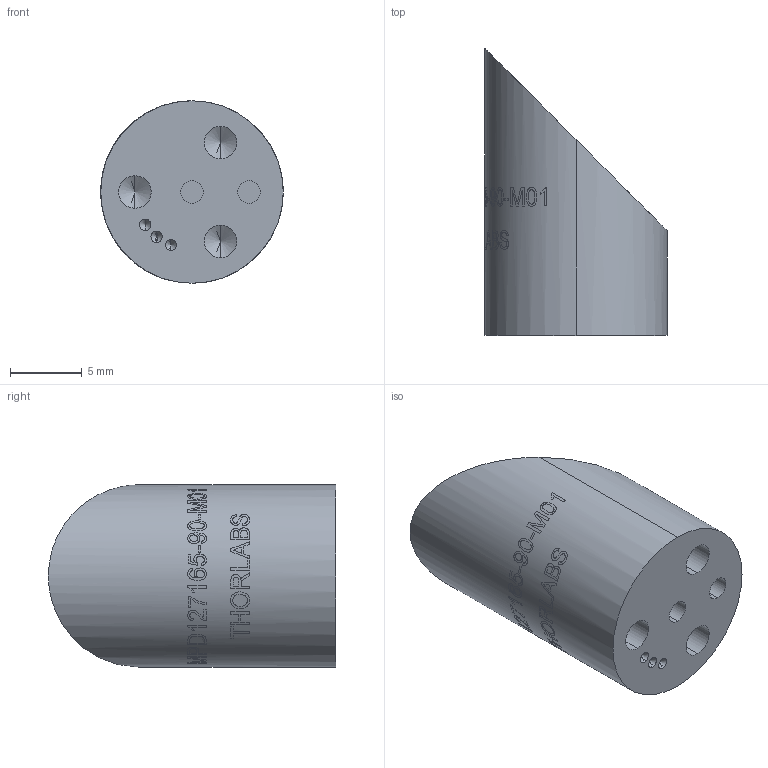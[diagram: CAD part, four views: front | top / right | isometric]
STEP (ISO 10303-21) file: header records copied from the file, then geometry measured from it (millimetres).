
FILE_DESCRIPTION (( 'STEP AP203' ), '1' );
FILE_NAME ('TTN006723-E0W.STEP', '2014-09-08T18:18:11', ( 'admin' ), ( '' ), 'SwSTEP 2.0', 'SolidWorks 2014', '' );
FILE_SCHEMA (( 'CONFIG_CONTROL_DESIGN' ));
Length unit declared in the file: inch
Products named in the file (1): TTN006723-E0W
Bounding box: 12.7 x 19.98 x 12.7 mm (x, y, z)
Volume: 1626.4 mm3; surface area: 966 mm2
Topology: 1 solids, 1 shells, 64 faces, 346 edges, 315 vertices
Faces by surface type: cylinder 47, cone 12, plane 3, bspline 2
Entity records: 6009 total; most frequent: CARTESIAN_POINT 3314, ORIENTED_EDGE 668, DIRECTION 391, EDGE_CURVE 334, VERTEX_POINT 315, B_SPLINE_CURVE_WITH_KNOTS 163, AXIS2_PLACEMENT_3D 159, EDGE_LOOP 107
